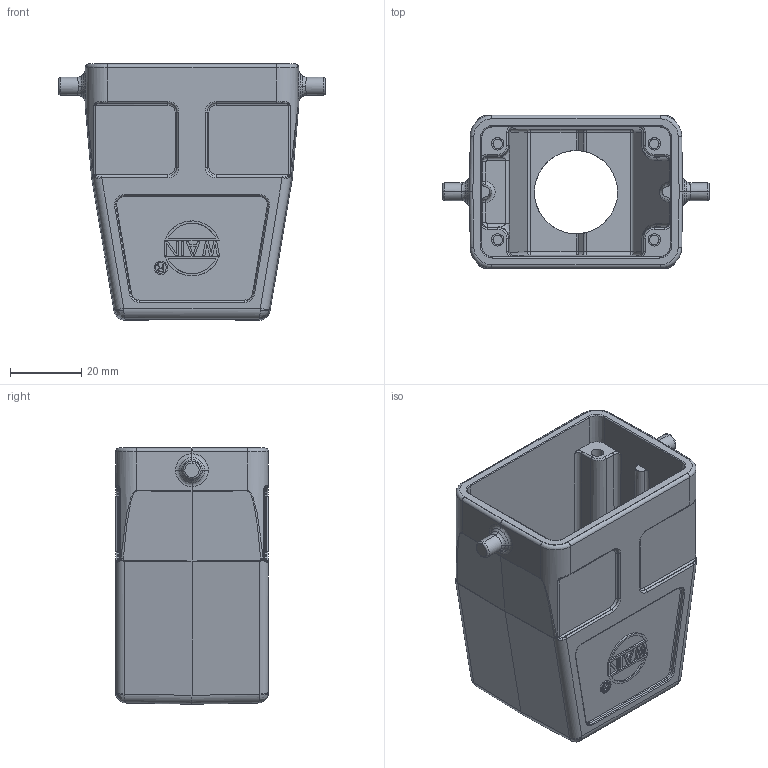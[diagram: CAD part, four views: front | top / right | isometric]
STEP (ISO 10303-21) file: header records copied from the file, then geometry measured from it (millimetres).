
FILE_DESCRIPTION((''),'2;1');
FILE_NAME('3D_1110064105004_H6B-TEH-2B-M32','2019-06-20T',('zl.chen'),(''),'PRO/ENGINEER BY PARAMETRIC TECHNOLOGY CORPORATION, 2013430','PRO/ENGINEER BY PARAMETRIC TECHNOLOGY CORPORATION, 2013430','');
FILE_SCHEMA(('CONFIG_CONTROL_DESIGN','SHAPE_APPEARANCE_LAYERS_GROUPS'));
Length unit declared in the file: millimetre
Products named in the file (1): 3D_1110064105004_H6B-TEH-2B-M32
Bounding box: 75 x 43 x 72.1 mm (x, y, z)
Volume: 55789.1 mm3; surface area: 28308.2 mm2
Topology: 1 solids, 1 shells, 613 faces, 1472 edges, 886 vertices
Faces by surface type: plane 245, cylinder 166, bspline 89, torus 77, cone 18, sphere 10, extrusion 8
Entity records: 23011 total; most frequent: CARTESIAN_POINT 9341, ORIENTED_EDGE 2924, DIRECTION 2675, EDGE_CURVE 1462, AXIS2_PLACEMENT_3D 941, VERTEX_POINT 886, VECTOR 793, LINE 785
